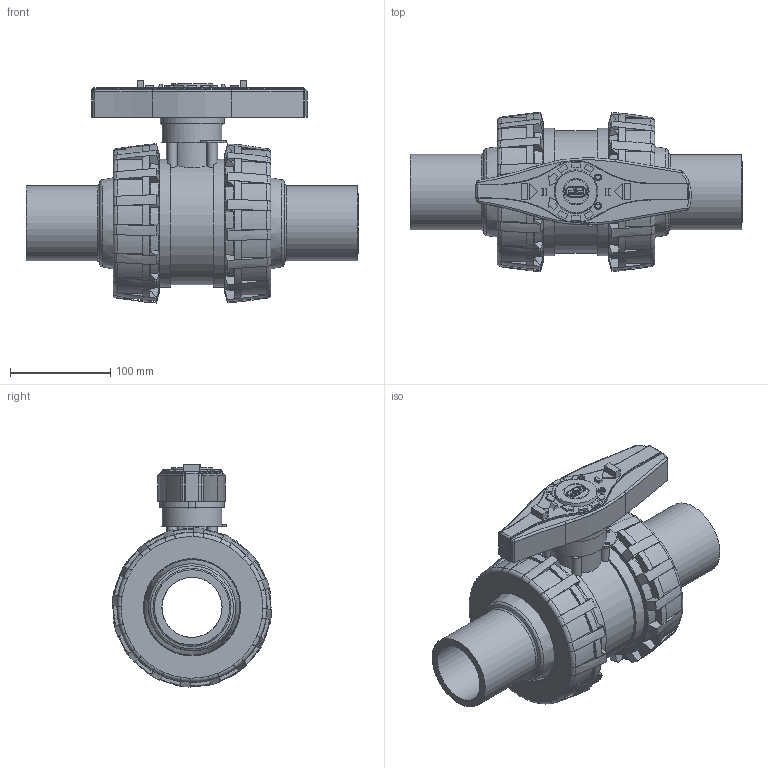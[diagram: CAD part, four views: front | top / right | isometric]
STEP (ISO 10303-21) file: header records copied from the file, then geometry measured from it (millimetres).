
FILE_DESCRIPTION(/* description */ (''),/* implementation_level */ '2;1');
FILE_NAME(/* name */ 'VEEBEV075E.iam.stp',/* time_stamp */ '2013-10-01T10:30:25+02:00',/* author */ ('cmolini'),/* organization */ (''),/* preprocessor_version */ 'ST-DEVELOPER v15.2',/* originating_system */ 'Autodesk Inventor 2014',/* authorisation */ '');
FILE_SCHEMA (('AUTOMOTIVE_DESIGN { 1 0 10303 214 3 1 1 }'));
Length unit declared in the file: millimetre
Products named in the file (7): corpo valvola VEE 75; NTVXE075V; MANIGLIA VEE-75; MOZZO-VXE-75-110; Piastrina 40; CVDE11075VXE; VEEBEV075E
Bounding box: 331 x 158.9 x 221.45 mm (x, y, z)
Volume: 2699411 mm3; surface area: 408390.1 mm2
Topology: 8 solids, 8 shells, 762 faces, 2104 edges, 1387 vertices
Faces by surface type: plane 262, torus 191, cone 138, cylinder 99, bspline 68, sphere 4
Full cylindrical faces by diameter (mm): 4.5 x2, 24 x1, 26.1 x1, 35 x1, 60 x2, 60.542 x1, 64 x1, 65 x1, 75 x2, 96 x2, 121 x2, 122.7 x2, 127.5 x2, 128.1 x2
Entity records: 18955 total; most frequent: CARTESIAN_POINT 6669, ORIENTED_EDGE 2686, DIRECTION 2343, EDGE_CURVE 1343, AXIS2_PLACEMENT_3D 925, VERTEX_POINT 898, EDGE_LOOP 581, ADVANCED_FACE 513
